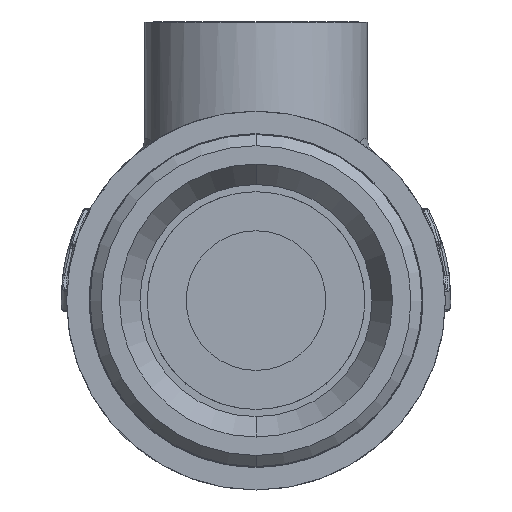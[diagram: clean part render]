
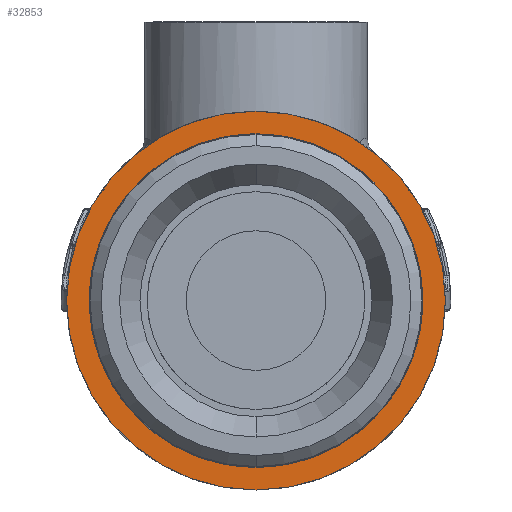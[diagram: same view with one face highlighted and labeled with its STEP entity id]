
A CAD part, front view. The second image highlights one B-rep face of the part: STEP entity #32853.
In plain terms, the highlighted planar face has unit normal (0, -1, 0).
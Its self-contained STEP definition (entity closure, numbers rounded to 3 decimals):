
#234 = DIRECTION ( 'NONE',  ( 0., 1., 0. ) ) ;
#3134 = CARTESIAN_POINT ( 'NONE',  ( 0., -17.59, 0. ) ) ;
#9957 = ORIENTED_EDGE ( 'NONE', *, *, #57043, .F. ) ;
#12407 = AXIS2_PLACEMENT_3D ( 'NONE', #29707, #234, #34630 ) ;
#12487 = DIRECTION ( 'NONE',  ( 0., 1., 0. ) ) ;
#18950 = VERTEX_POINT ( 'NONE', #57699 ) ;
#18997 = CARTESIAN_POINT ( 'NONE',  ( 0., -17.59, 0. ) ) ;
#20644 = CARTESIAN_POINT ( 'NONE',  ( 0., -17.59, -29.95 ) ) ;
#22325 = CIRCLE ( 'NONE', #67908, 34. ) ;
#26998 = FACE_BOUND ( 'NONE', #34657, .T. ) ;
#27043 = EDGE_LOOP ( 'NONE', ( #9957, #55996 ) ) ;
#29707 = CARTESIAN_POINT ( 'NONE',  ( 0., -17.59, 0. ) ) ;
#30251 = ORIENTED_EDGE ( 'NONE', *, *, #35573, .T. ) ;
#31010 = AXIS2_PLACEMENT_3D ( 'NONE', #18997, #61307, #60527 ) ;
#32572 = DIRECTION ( 'NONE',  ( 0., 1., 0. ) ) ;
#32853 = ADVANCED_FACE ( 'NONE', ( #45395, #26998 ), #60110, .T. ) ;
#33424 = VERTEX_POINT ( 'NONE', #52399 ) ;
#34630 = DIRECTION ( 'NONE',  ( 0., 0., 1. ) ) ;
#34657 = EDGE_LOOP ( 'NONE', ( #38481, #30251 ) ) ;
#35573 = EDGE_CURVE ( 'NONE', #38055, #33424, #59997, .T. ) ;
#36236 = DIRECTION ( 'NONE',  ( 0., 0., 1. ) ) ;
#36395 = DIRECTION ( 'NONE',  ( 0., -1., 0. ) ) ;
#37068 = AXIS2_PLACEMENT_3D ( 'NONE', #3134, #32572, #73591 ) ;
#37989 = AXIS2_PLACEMENT_3D ( 'NONE', #60610, #36395, #71479 ) ;
#38055 = VERTEX_POINT ( 'NONE', #20644 ) ;
#38188 = EDGE_CURVE ( 'NONE', #18950, #58871, #59940, .T. ) ;
#38481 = ORIENTED_EDGE ( 'NONE', *, *, #70508, .T. ) ;
#40118 = CARTESIAN_POINT ( 'NONE',  ( 0., -17.59, 34. ) ) ;
#45395 = FACE_OUTER_BOUND ( 'NONE', #27043, .T. ) ;
#47396 = CIRCLE ( 'NONE', #31010, 29.95 ) ;
#52399 = CARTESIAN_POINT ( 'NONE',  ( 0., -17.59, 29.95 ) ) ;
#55996 = ORIENTED_EDGE ( 'NONE', *, *, #38188, .F. ) ;
#57043 = EDGE_CURVE ( 'NONE', #58871, #18950, #22325, .T. ) ;
#57699 = CARTESIAN_POINT ( 'NONE',  ( 0., -17.59, -34. ) ) ;
#58871 = VERTEX_POINT ( 'NONE', #40118 ) ;
#59940 = CIRCLE ( 'NONE', #12407, 34. ) ;
#59997 = CIRCLE ( 'NONE', #37068, 29.95 ) ;
#60110 = PLANE ( 'NONE',  #37989 ) ;
#60527 = DIRECTION ( 'NONE',  ( 0., 0., 1. ) ) ;
#60610 = CARTESIAN_POINT ( 'NONE',  ( 0., -17.59, 29.95 ) ) ;
#61307 = DIRECTION ( 'NONE',  ( 0., 1., 0. ) ) ;
#67908 = AXIS2_PLACEMENT_3D ( 'NONE', #71561, #12487, #36236 ) ;
#70508 = EDGE_CURVE ( 'NONE', #33424, #38055, #47396, .T. ) ;
#71479 = DIRECTION ( 'NONE',  ( 0., 0., -1. ) ) ;
#71561 = CARTESIAN_POINT ( 'NONE',  ( 0., -17.59, 0. ) ) ;
#73591 = DIRECTION ( 'NONE',  ( 0., 0., 1. ) ) ;
